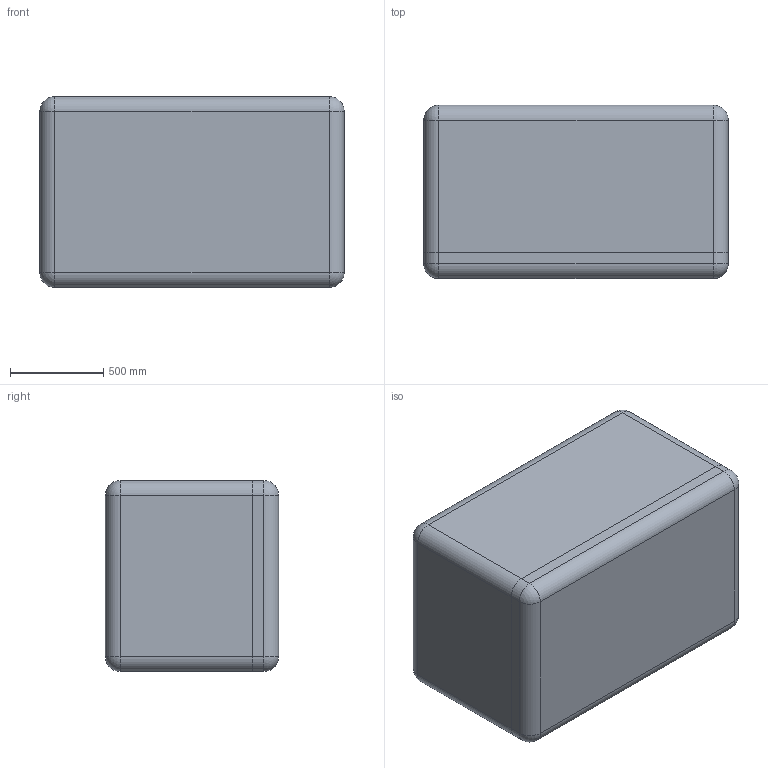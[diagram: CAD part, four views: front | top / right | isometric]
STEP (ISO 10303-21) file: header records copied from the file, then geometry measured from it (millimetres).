
FILE_DESCRIPTION (( 'STEP AP214' ), '1' );
FILE_NAME ('Òðàíñïîðòíûé êîíòåéíåð ÀÄÌÈÐÀË®ÏÐÎÔÅÑÑÈÎÍÀËÜÍÛÅ 252_óïðîùåííàÿ 3D-ìîäåëü.STEP', '2025-09-16T10:02:50', ( '' ), ( '' ), 'SwSTEP 2.0', 'SolidWorks 2021', '' );
FILE_SCHEMA (( 'AUTOMOTIVE_DESIGN' ));
Products named in the file (3): BASE_275 óïð; Òðàíñïîðòíûé êîíòåéíåð ÀÄÌÈÐÀË®ÏÐÎÔÅÑÑÈÎÍÀËÜÍÛÅ 252_óïðîùåííàÿ 3D-ìîäåëü; Lid_252 óïð
Assembly tree (2 placements, depth 2):
  Òðàíñïîðòíûé êîíòåéíåð ÀÄÌÈÐÀË®ÏÐÎÔÅÑÑÈÎÍÀËÜÍÛÅ 252_óïðîùåííàÿ 3D-ìîäåëü
    BASE_275 óïð
    Lid_252 óïð
Bounding box: 1635.75 x 931.11 x 1026.15 mm (x, y, z)
Volume: 465368358.1 mm3; surface area: 17504447.6 mm2
Topology: 2 solids, 2 shells, 4452 faces, 10886 edges, 6318 vertices
Faces by surface type: cylinder 1552, bspline 1330, plane 1004, torus 494, sphere 72
Entity records: 230576 total; most frequent: CARTESIAN_POINT 136630, ORIENTED_EDGE 21516, DIRECTION 17618, EDGE_CURVE 10758, AXIS2_PLACEMENT_3D 6778, VERTEX_POINT 6318, EDGE_LOOP 4476, ADVANCED_FACE 4452
